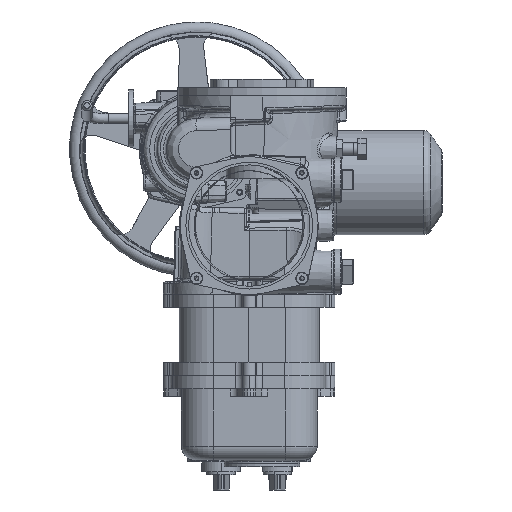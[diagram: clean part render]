
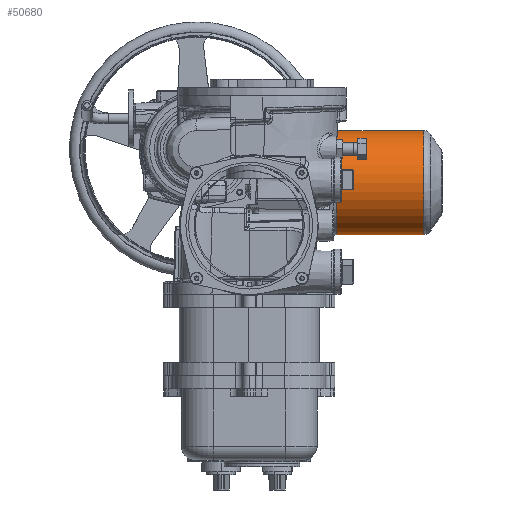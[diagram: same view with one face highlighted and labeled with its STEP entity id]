
A CAD part, front view. The second image highlights one B-rep face of the part: STEP entity #50680.
In plain terms, the highlighted cylindrical face has radius 51 mm (diameter 102 mm), a full revolution.
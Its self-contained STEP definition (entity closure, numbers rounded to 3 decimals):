
#11547=ORIENTED_EDGE('',*,*,#22192,.T.);
#11548=ORIENTED_EDGE('',*,*,#22190,.F.);
#22190=EDGE_CURVE('',#28322,#28322,#32449,.T.);
#22192=EDGE_CURVE('',#28324,#28324,#32451,.T.);
#28322=VERTEX_POINT('',#67661);
#28324=VERTEX_POINT('',#67666);
#32449=CIRCLE('',#53358,51.);
#32451=CIRCLE('',#53361,51.);
#34012=EDGE_LOOP('',(#11547));
#34013=EDGE_LOOP('',(#11548));
#36714=FACE_BOUND('',#34012,.T.);
#36715=FACE_BOUND('',#34013,.T.);
#39076=CYLINDRICAL_SURFACE('',#53360,51.);
#50680=ADVANCED_FACE('',(#36714,#36715),#39076,.T.);
#53358=AXIS2_PLACEMENT_3D('',#67660,#57997,#57998);
#53360=AXIS2_PLACEMENT_3D('',#67664,#58001,#58002);
#53361=AXIS2_PLACEMENT_3D('',#67665,#58003,#58004);
#57997=DIRECTION('',(1.,0.,0.));
#57998=DIRECTION('',(0.,0.,-1.));
#58001=DIRECTION('',(1.,0.,0.));
#58002=DIRECTION('',(0.,0.,-1.));
#58003=DIRECTION('',(1.,0.,0.));
#58004=DIRECTION('',(0.,0.,-1.));
#67660=CARTESIAN_POINT('',(158.271,115.6,-82.9));
#67661=CARTESIAN_POINT('',(158.271,115.6,-133.9));
#67664=CARTESIAN_POINT('',(27.373,115.6,-82.9));
#67665=CARTESIAN_POINT('',(73.262,115.6,-82.9));
#67666=CARTESIAN_POINT('',(73.262,115.6,-133.9));
